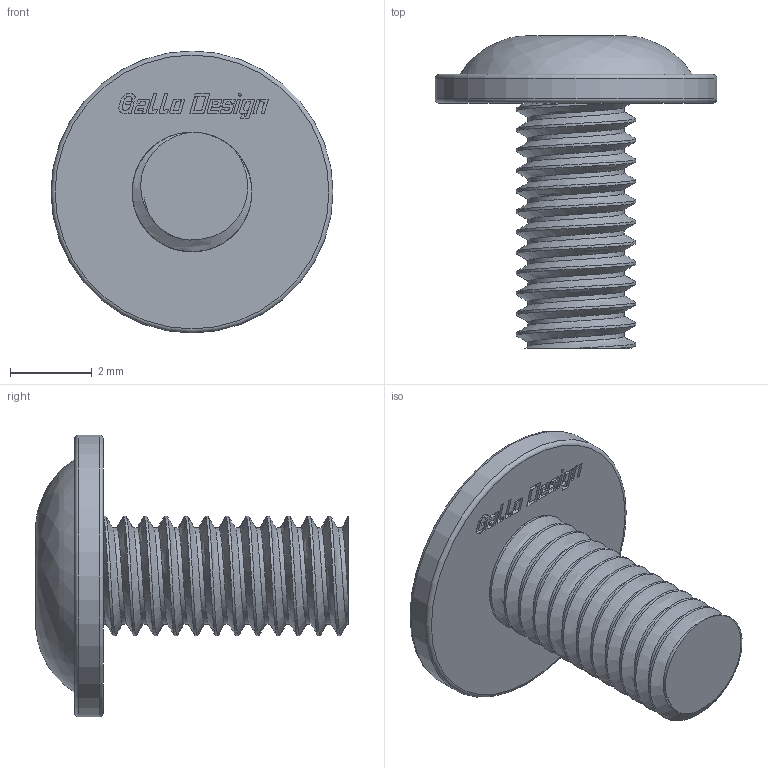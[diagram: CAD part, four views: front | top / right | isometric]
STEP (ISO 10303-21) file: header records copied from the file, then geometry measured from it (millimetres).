
FILE_DESCRIPTION(/* description */ (''),/* implementation_level */ '2;1');
FILE_NAME(/* name */ '21d7f24c-129d-4967-af2e-0da8d444907e.stp',/* time_stamp */ '2017-07-31T11:43:26+00:00',/* author */ (''),/* organization */ (''),/* preprocessor_version */ 'ST-DEVELOPER v16.13',/* originating_system */ 'Autodesk Translation Framework v6.1.1.50',/* authorisation */ '');
FILE_SCHEMA (('AUTOMOTIVE_DESIGN { 1 0 10303 214 3 1 1 }'));
Length unit declared in the file: millimetre
Products named in the file (1): iso 7380 M3x6 flangiata v7
Bounding box: 6.9 x 7.65 x 6.9 mm (x, y, z)
Volume: 143.4 mm3; surface area: 373.9 mm2
Topology: 2 solids, 2 shells, 622 faces, 1718 edges, 1132 vertices
Faces by surface type: bspline 310, plane 290, cylinder 18, torus 4
Full cylindrical faces by diameter (mm): 6.9 x2
Entity records: 25797 total; most frequent: CARTESIAN_POINT 12035, ORIENTED_EDGE 3424, DIRECTION 1780, EDGE_CURVE 1712, VERTEX_POINT 1132, LINE 1018, VECTOR 1018, EDGE_LOOP 660
